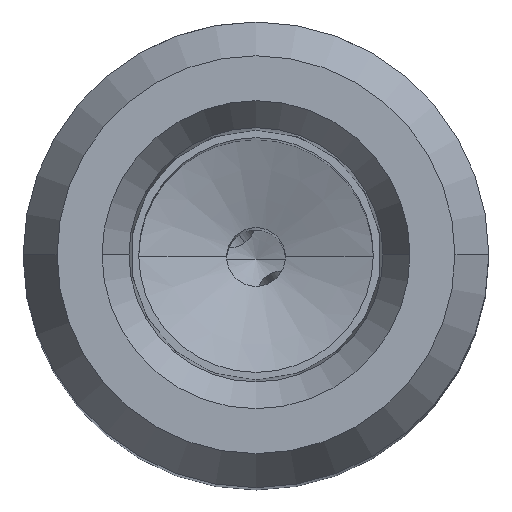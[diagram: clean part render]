
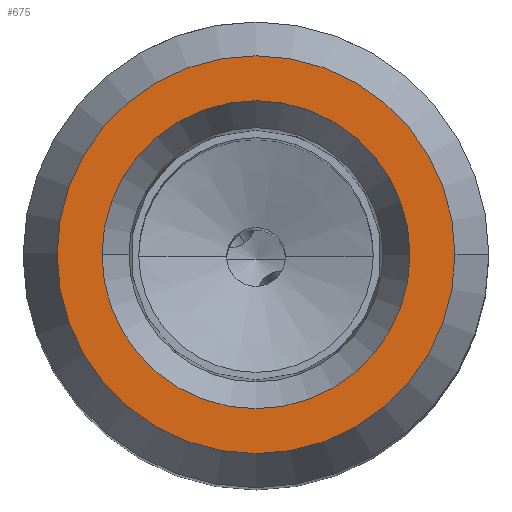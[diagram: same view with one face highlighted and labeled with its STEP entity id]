
A CAD part, top view. The second image highlights one B-rep face of the part: STEP entity #675.
In plain terms, the highlighted planar face has unit normal (0, 0, 1).
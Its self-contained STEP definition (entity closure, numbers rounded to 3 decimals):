
#128=PLANE('',#4408);
#161=FACE_BOUND('',#1190,.T.);
#162=FACE_BOUND('',#1191,.T.);
#675=ADVANCED_FACE('',(#161,#162),#128,.T.);
#1190=EDGE_LOOP('',(#1839,#1840));
#1191=EDGE_LOOP('',(#1841,#1842));
#1397=CIRCLE('',#4402,5.25);
#1398=CIRCLE('',#4404,5.25);
#1399=CIRCLE('',#4406,6.783);
#1400=CIRCLE('',#4407,6.783);
#1839=ORIENTED_EDGE('',*,*,#3477,.T.);
#1840=ORIENTED_EDGE('',*,*,#3478,.T.);
#1841=ORIENTED_EDGE('',*,*,#3479,.T.);
#1842=ORIENTED_EDGE('',*,*,#3480,.T.);
#2965=VERTEX_POINT('',#7976);
#2966=VERTEX_POINT('',#7978);
#2967=VERTEX_POINT('',#7984);
#2968=VERTEX_POINT('',#7985);
#3477=EDGE_CURVE('',#2965,#2966,#1397,.T.);
#3478=EDGE_CURVE('',#2966,#2965,#1398,.T.);
#3479=EDGE_CURVE('',#2967,#2968,#1399,.T.);
#3480=EDGE_CURVE('',#2968,#2967,#1400,.T.);
#4402=AXIS2_PLACEMENT_3D('',#7979,#4906,#4907);
#4404=AXIS2_PLACEMENT_3D('',#7981,#4910,#4911);
#4406=AXIS2_PLACEMENT_3D('',#7983,#4914,#4915);
#4407=AXIS2_PLACEMENT_3D('',#7986,#4916,#4917);
#4408=AXIS2_PLACEMENT_3D('',#7987,#4918,#4919);
#4906=DIRECTION('',(0.,0.,-1.));
#4907=DIRECTION('',(-1.,0.,0.));
#4910=DIRECTION('',(0.,0.,-1.));
#4911=DIRECTION('',(1.,0.,0.));
#4914=DIRECTION('',(0.,0.,1.));
#4915=DIRECTION('',(-1.,0.,0.));
#4916=DIRECTION('',(0.,0.,1.));
#4917=DIRECTION('',(1.,0.,0.));
#4918=DIRECTION('',(0.,0.,1.));
#4919=DIRECTION('',(-1.,0.,0.));
#7976=CARTESIAN_POINT('',(-5.25,0.,24.5));
#7978=CARTESIAN_POINT('',(5.25,0.,24.5));
#7979=CARTESIAN_POINT('',(0.,0.,24.5));
#7981=CARTESIAN_POINT('',(0.,0.,24.5));
#7983=CARTESIAN_POINT('',(0.,0.,24.5));
#7984=CARTESIAN_POINT('',(-6.783,0.,24.5));
#7985=CARTESIAN_POINT('',(6.783,0.,24.5));
#7986=CARTESIAN_POINT('',(0.,0.,24.5));
#7987=CARTESIAN_POINT('',(0.,0.,24.5));
